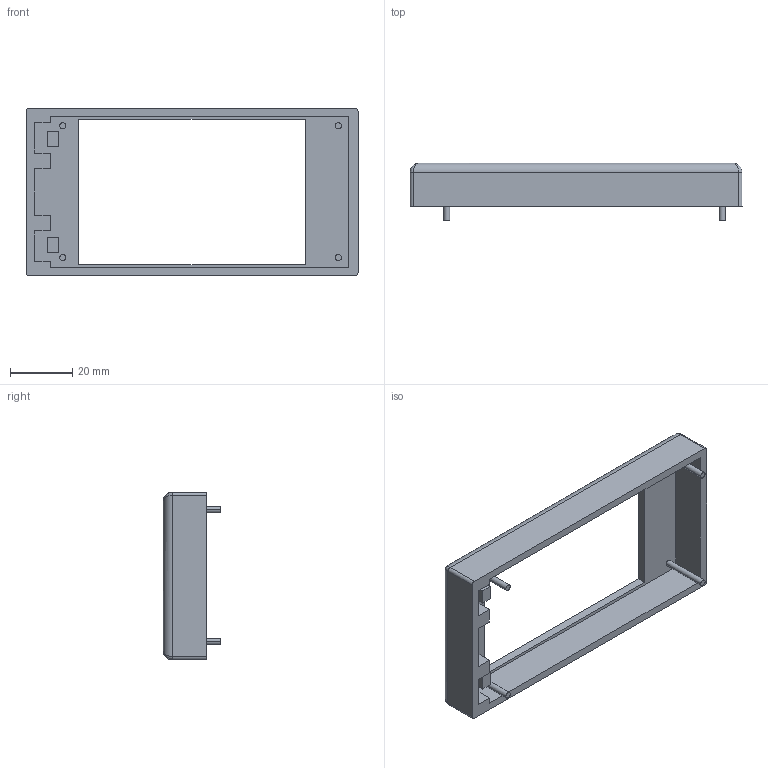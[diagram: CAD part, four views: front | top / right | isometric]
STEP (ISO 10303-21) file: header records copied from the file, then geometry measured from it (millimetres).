
FILE_DESCRIPTION((''),'2;1');
FILE_NAME('DISPLAY_BRAKET','2024-11-18T00:06:02',('weiss'),(''),'CREO PARAMETRIC BY PTC INC, 2022014','CREO PARAMETRIC BY PTC INC, 2022014','');
FILE_SCHEMA(('CONFIG_CONTROL_DESIGN'));
Length unit declared in the file: millimetre
Products named in the file (1): DISPLAY_BRAKET
Bounding box: 106.6 x 18.5 x 53.8 mm (x, y, z)
Volume: 16352.2 mm3; surface area: 13635 mm2
Topology: 1 solids, 1 shells, 61 faces, 144 edges, 92 vertices
Faces by surface type: plane 41, cylinder 16, bspline 4
Entity records: 1980 total; most frequent: CARTESIAN_POINT 541, ORIENTED_EDGE 288, DIRECTION 274, EDGE_CURVE 144, VECTOR 112, LINE 112, VERTEX_POINT 92, AXIS2_PLACEMENT_3D 81
